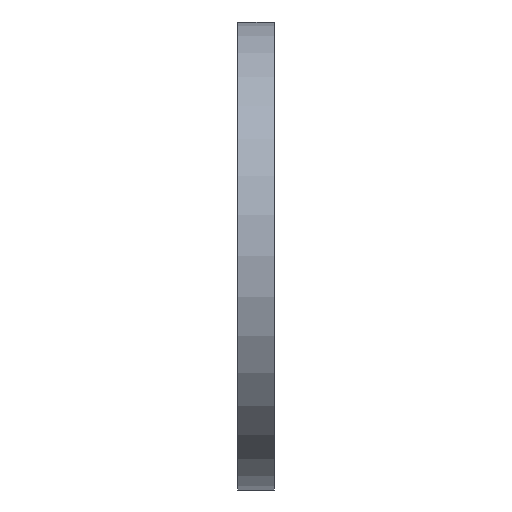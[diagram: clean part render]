
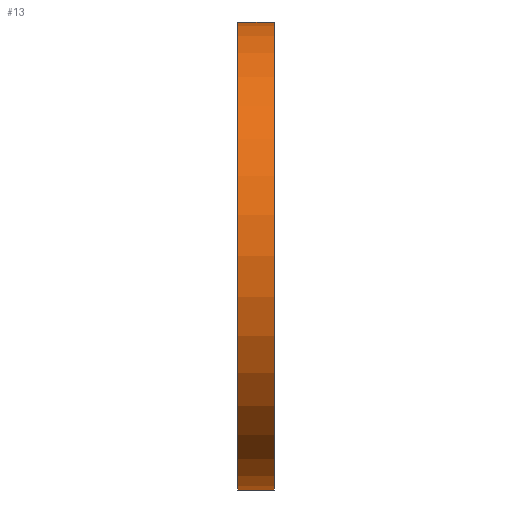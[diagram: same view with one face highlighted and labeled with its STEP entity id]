
A CAD part, left-side view. The second image highlights one B-rep face of the part: STEP entity #13.
In plain terms, the highlighted cylindrical face has radius 16 mm (diameter 32 mm), a partial arc.
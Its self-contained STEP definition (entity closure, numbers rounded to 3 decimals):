
#13 = ADVANCED_FACE ( 'NONE', ( #4389 ), #6286, .T. ) ;
#428 = EDGE_CURVE ( 'NONE', #5616, #742, #8509, .T. ) ;
#606 = DIRECTION ( 'NONE',  ( 0., -1., 0. ) ) ;
#742 = VERTEX_POINT ( 'NONE', #8596 ) ;
#796 = CARTESIAN_POINT ( 'NONE',  ( 0., 2.5, -16. ) ) ;
#802 = ORIENTED_EDGE ( 'NONE', *, *, #5672, .F. ) ;
#942 = VECTOR ( 'NONE', #4985, 1000. ) ;
#954 = DIRECTION ( 'NONE',  ( 0., 0., 1. ) ) ;
#1286 = ORIENTED_EDGE ( 'NONE', *, *, #428, .T. ) ;
#1347 = CARTESIAN_POINT ( 'NONE',  ( 0., 2.5, 0. ) ) ;
#1972 = ORIENTED_EDGE ( 'NONE', *, *, #3177, .F. ) ;
#2503 = DIRECTION ( 'NONE',  ( 0., 1., 0. ) ) ;
#3177 = EDGE_CURVE ( 'NONE', #5786, #4922, #6329, .T. ) ;
#3188 = DIRECTION ( 'NONE',  ( 0., 0., 1. ) ) ;
#3267 = CIRCLE ( 'NONE', #4359, 16. ) ;
#4058 = DIRECTION ( 'NONE',  ( 0., 0., -1. ) ) ;
#4359 = AXIS2_PLACEMENT_3D ( 'NONE', #8766, #6621, #954 ) ;
#4389 = FACE_OUTER_BOUND ( 'NONE', #5927, .T. ) ;
#4613 = CARTESIAN_POINT ( 'NONE',  ( 0., 0., 0. ) ) ;
#4922 = VERTEX_POINT ( 'NONE', #6734 ) ;
#4985 = DIRECTION ( 'NONE',  ( 0., -1., 0. ) ) ;
#5099 = VECTOR ( 'NONE', #8039, 1000. ) ;
#5616 = VERTEX_POINT ( 'NONE', #8583 ) ;
#5672 = EDGE_CURVE ( 'NONE', #5616, #5786, #3267, .T. ) ;
#5786 = VERTEX_POINT ( 'NONE', #5948 ) ;
#5927 = EDGE_LOOP ( 'NONE', ( #9108, #1972, #802, #1286 ) ) ;
#5948 = CARTESIAN_POINT ( 'NONE',  ( 0., 2.5, 16. ) ) ;
#6062 = CARTESIAN_POINT ( 'NONE',  ( 0., 2.5, 16. ) ) ;
#6096 = AXIS2_PLACEMENT_3D ( 'NONE', #1347, #606, #4058 ) ;
#6286 = CYLINDRICAL_SURFACE ( 'NONE', #6096, 16. ) ;
#6329 = LINE ( 'NONE', #6062, #5099 ) ;
#6445 = EDGE_CURVE ( 'NONE', #742, #4922, #8570, .T. ) ;
#6495 = AXIS2_PLACEMENT_3D ( 'NONE', #4613, #2503, #3188 ) ;
#6621 = DIRECTION ( 'NONE',  ( 0., 1., 0. ) ) ;
#6734 = CARTESIAN_POINT ( 'NONE',  ( 0., 0., 16. ) ) ;
#8039 = DIRECTION ( 'NONE',  ( 0., -1., 0. ) ) ;
#8509 = LINE ( 'NONE', #796, #942 ) ;
#8570 = CIRCLE ( 'NONE', #6495, 16. ) ;
#8583 = CARTESIAN_POINT ( 'NONE',  ( 0., 2.5, -16. ) ) ;
#8596 = CARTESIAN_POINT ( 'NONE',  ( 0., 0., -16. ) ) ;
#8766 = CARTESIAN_POINT ( 'NONE',  ( 0., 2.5, 0. ) ) ;
#9108 = ORIENTED_EDGE ( 'NONE', *, *, #6445, .T. ) ;
